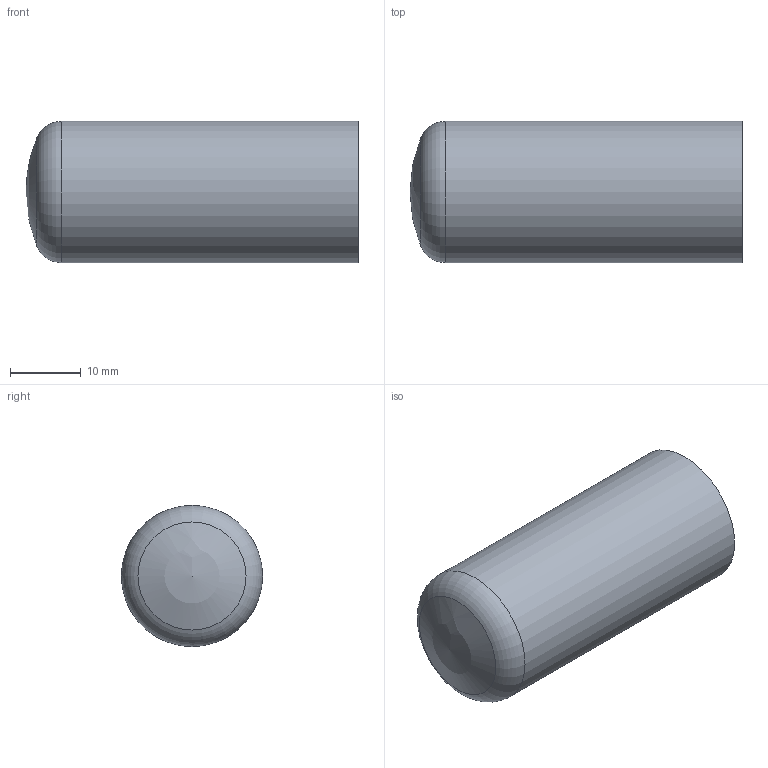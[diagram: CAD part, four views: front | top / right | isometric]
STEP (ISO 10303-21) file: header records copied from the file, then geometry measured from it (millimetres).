
FILE_DESCRIPTION( ( 'STEP AP214' ), '1' );
FILE_NAME( 'AGRU_16064002011_End Cap_long spigot_PP natural_20X1.9 SDR11 ISO S-5 (architecture400).stp', '2022-03-08T11:57:05', ( 'License CC BY-ND 4.0' ), ( 'CADENAS' ), ' ', 'PARTsolutions', ' ' );
FILE_SCHEMA( ( 'AUTOMOTIVE_DESIGN { 1 0 10303 214 1 1 1 1 }' ) );
Length unit declared in the file: millimetre
Products named in the file (1): _AGRU_16064002011_End Cap_long spigot_PP natural_20X1.9  SDR11  ISO S-5 (architecture400)
Bounding box: 47 x 20 x 20 mm (x, y, z)
Volume: 5205.6 mm3; surface area: 5595.1 mm2
Topology: 1 solids, 1 shells, 7 faces, 16 edges, 10 vertices
Faces by surface type: torus 2, cylinder 2, sphere 2, plane 1
Full cylindrical faces by diameter (mm): 16.2 x1, 20 x1
Entity records: 214 total; most frequent: DIRECTION 28, CARTESIAN_POINT 22, AXIS2_PLACEMENT_3D 14, EDGE_LOOP 12, ORIENTED_EDGE 12, FACE_OUTER_BOUND 11, VERTEX_POINT 8, STYLED_ITEM 7
